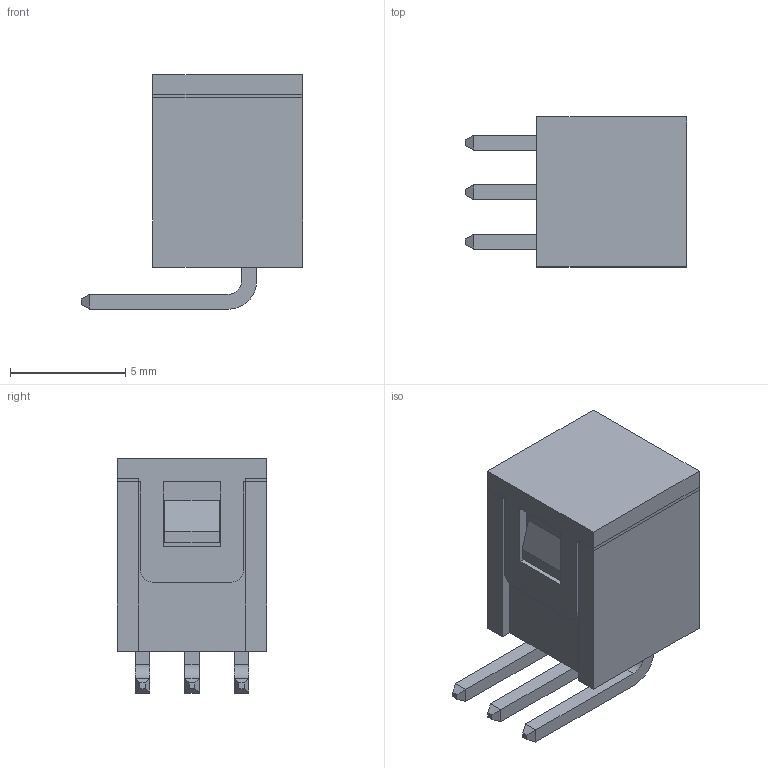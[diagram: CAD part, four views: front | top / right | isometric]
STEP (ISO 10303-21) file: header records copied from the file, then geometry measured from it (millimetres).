
FILE_DESCRIPTION (( 'STEP AP214' ), '1' );
FILE_NAME ('TM1000Q.STEP', '2015-02-02T07:11:08', ( '' ), ( '' ), 'SwSTEP 2.0', 'SolidWorks 2014', '' );
FILE_SCHEMA (( 'AUTOMOTIVE_DESIGN' ));
Length unit declared in the file: millimetre
Products named in the file (4): TM1000 tilt switch cover; TM1000 tilt switch body; TM1000Q; TM1000 Large Terminal
Assembly tree (5 placements, depth 2):
  TM1000Q
    TM1000 tilt switch body
    TM1000 tilt switch cover
    TM1000 Large Terminal  x3
Bounding box: 9.6 x 6.5 x 10.17 mm (x, y, z)
Volume: 155.8 mm3; surface area: 681.8 mm2
Topology: 5 solids, 5 shells, 122 faces, 300 edges, 192 vertices
Faces by surface type: plane 112, cylinder 10
Entity records: 3956 total; most frequent: CARTESIAN_POINT 490, ORIENTED_EDGE 472, DIRECTION 452, EDGE_CURVE 236, LINE 224, VECTOR 224, VERTEX_POINT 152, AXIS2_PLACEMENT_3D 114
